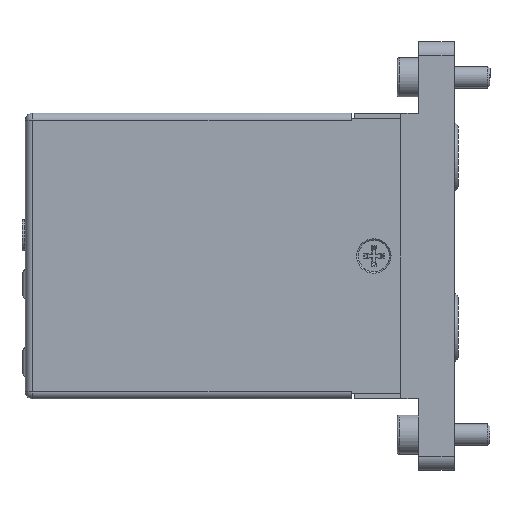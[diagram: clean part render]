
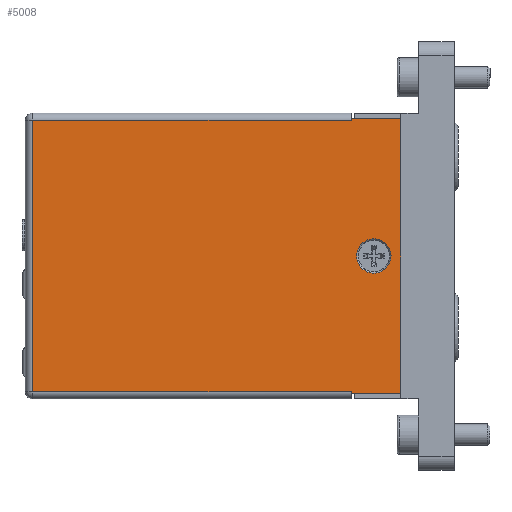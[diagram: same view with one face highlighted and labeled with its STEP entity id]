
A CAD part, left-side view. The second image highlights one B-rep face of the part: STEP entity #5008.
In plain terms, the highlighted planar face has unit normal (-1, 0, 0).
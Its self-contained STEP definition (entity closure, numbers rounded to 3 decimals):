
#328=LINE('',#7897,#715);
#333=LINE('',#7906,#720);
#335=LINE('',#7912,#722);
#339=LINE('',#7921,#726);
#371=LINE('',#8022,#758);
#373=LINE('',#8027,#760);
#458=LINE('',#8263,#845);
#512=LINE('',#8494,#899);
#715=VECTOR('',#6330,10.);
#720=VECTOR('',#6337,10.);
#722=VECTOR('',#6341,10.);
#726=VECTOR('',#6349,10.);
#758=VECTOR('',#6457,10.);
#760=VECTOR('',#6463,10.);
#845=VECTOR('',#6690,10.);
#899=VECTOR('',#6916,10.);
#1096=PLANE('',#5530);
#1168=FACE_BOUND('',#1797,.T.);
#1446=FACE_OUTER_BOUND('',#1796,.T.);
#1796=EDGE_LOOP('',(#4402,#4403,#4404,#4405,#4406,#4407,#4408,#4409));
#1797=EDGE_LOOP('',(#4410));
#1915=CIRCLE('',#5325,2.4);
#2268=VERTEX_POINT('',#7887);
#2270=VERTEX_POINT('',#7893);
#2272=VERTEX_POINT('',#7896);
#2274=VERTEX_POINT('',#7901);
#2276=VERTEX_POINT('',#7908);
#2278=VERTEX_POINT('',#7911);
#2281=VERTEX_POINT('',#7919);
#2300=VERTEX_POINT('',#7980);
#2303=VERTEX_POINT('',#7987);
#2828=EDGE_CURVE('',#2268,#2268,#1915,.T.);
#2831=EDGE_CURVE('',#2272,#2270,#328,.T.);
#2836=EDGE_CURVE('',#2272,#2274,#333,.T.);
#2838=EDGE_CURVE('',#2278,#2276,#335,.T.);
#2843=EDGE_CURVE('',#2281,#2278,#339,.T.);
#2893=EDGE_CURVE('',#2281,#2303,#371,.T.);
#2896=EDGE_CURVE('',#2303,#2300,#373,.T.);
#3015=EDGE_CURVE('',#2276,#2274,#458,.T.);
#3115=EDGE_CURVE('',#2300,#2270,#512,.T.);
#4402=ORIENTED_EDGE('',*,*,#3115,.F.);
#4403=ORIENTED_EDGE('',*,*,#2896,.F.);
#4404=ORIENTED_EDGE('',*,*,#2893,.F.);
#4405=ORIENTED_EDGE('',*,*,#2843,.T.);
#4406=ORIENTED_EDGE('',*,*,#2838,.T.);
#4407=ORIENTED_EDGE('',*,*,#3015,.T.);
#4408=ORIENTED_EDGE('',*,*,#2836,.F.);
#4409=ORIENTED_EDGE('',*,*,#2831,.T.);
#4410=ORIENTED_EDGE('',*,*,#2828,.T.);
#5008=ADVANCED_FACE('',(#1446,#1168),#1096,.T.);
#5325=AXIS2_PLACEMENT_3D('',#7888,#6320,#6321);
#5530=AXIS2_PLACEMENT_3D('',#8493,#6914,#6915);
#6320=DIRECTION('center_axis',(1.,0.,0.));
#6321=DIRECTION('ref_axis',(0.,0.,
-1.));
#6330=DIRECTION('',(0.,0.,-1.));
#6337=DIRECTION('',(0.,-1.,0.));
#6341=DIRECTION('',(0.,-1.,0.));
#6349=DIRECTION('',(0.,0.,-1.));
#6457=DIRECTION('',(0.,1.,0.));
#6463=DIRECTION('',(0.,0.,1.));
#6690=DIRECTION('',(0.,0.,1.));
#6914=DIRECTION('center_axis',(-1.,0.,0.));
#6915=DIRECTION('ref_axis',(0.,1.,0.));
#6916=DIRECTION('',(0.,-1.,0.));
#7887=CARTESIAN_POINT('',(0.,11.25,17.6));
#7888=CARTESIAN_POINT('Origin',(0.,11.25,20.));
#7893=CARTESIAN_POINT('',(0.,14.4,39.));
#7896=CARTESIAN_POINT('',(0.,14.4,39.2));
#7897=CARTESIAN_POINT('',(0.,14.4,39.2));
#7901=CARTESIAN_POINT('',(0.,7.5,39.2));
#7906=CARTESIAN_POINT('',(0.,14.4,39.2));
#7908=CARTESIAN_POINT('',(0.,7.5,0.8));
#7911=CARTESIAN_POINT('',(0.,14.4,0.8));
#7912=CARTESIAN_POINT('',(0.,14.4,0.8));
#7919=CARTESIAN_POINT('',(0.,14.4,1.));
#7921=CARTESIAN_POINT('',(0.,14.4,39.2));
#7980=CARTESIAN_POINT('',(0.,59.,39.));
#7987=CARTESIAN_POINT('',(0.,59.,1.));
#8022=CARTESIAN_POINT('',(0.,14.4,1.));
#8027=CARTESIAN_POINT('',(0.,59.,30.));
#8263=CARTESIAN_POINT('',(0.,7.5,0.));
#8493=CARTESIAN_POINT('Origin',(0.,14.4,40.));
#8494=CARTESIAN_POINT('',(0.,14.4,39.));
